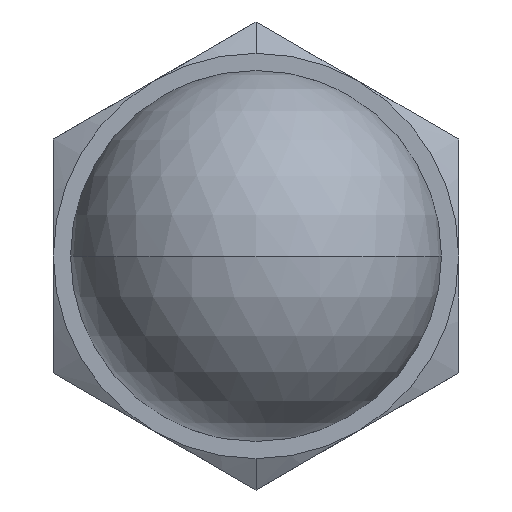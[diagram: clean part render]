
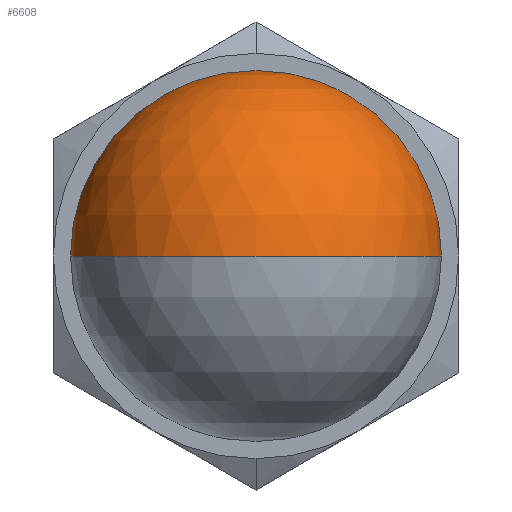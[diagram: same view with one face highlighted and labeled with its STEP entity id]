
A CAD part, front view. The second image highlights one B-rep face of the part: STEP entity #6608.
In plain terms, the highlighted spherical face has radius 5.492 mm.
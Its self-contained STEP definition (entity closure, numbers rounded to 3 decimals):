
#240=CARTESIAN_POINT('',(0.,13.589,5.492));
#241=VERTEX_POINT('',#240);
#242=CARTESIAN_POINT('',(5.492,13.589,0.));
#243=VERTEX_POINT('',#242);
#244=CARTESIAN_POINT('',(0.,13.589,0.));
#245=DIRECTION('',(0.,1.,-0.));
#246=DIRECTION('',(1.,-0.,0.));
#247=AXIS2_PLACEMENT_3D('',#244,#245,#246);
#248=CIRCLE('',#247,5.492);
#249=EDGE_CURVE('',#241,#243,#248,.T.);
#269=CARTESIAN_POINT('',(-5.492,13.589,0.));
#270=VERTEX_POINT('',#269);
#278=CARTESIAN_POINT('',(0.,13.589,0.));
#279=DIRECTION('',(-0.,-1.,0.));
#280=DIRECTION('',(-1.,0.,0.));
#281=AXIS2_PLACEMENT_3D('',#278,#279,#280);
#282=CIRCLE('',#281,5.492);
#283=EDGE_CURVE('',#241,#270,#282,.T.);
#6583=CARTESIAN_POINT('',(0.,13.589,0.));
#6584=DIRECTION('',(0.,0.,1.));
#6585=DIRECTION('',(-1.,0.,0.));
#6586=AXIS2_PLACEMENT_3D('',#6583,#6584,#6585);
#6587=SPHERICAL_SURFACE('',#6586,5.492);
#6588=ORIENTED_EDGE('',*,*,#249,.F.);
#6589=ORIENTED_EDGE('',*,*,#283,.T.);
#6590=CARTESIAN_POINT('',(0.,8.097,-0.));
#6591=VERTEX_POINT('',#6590);
#6592=CARTESIAN_POINT('',(0.,13.589,0.));
#6593=DIRECTION('',(0.,0.,-1.));
#6594=DIRECTION('',(-1.,0.,0.));
#6595=AXIS2_PLACEMENT_3D('',#6592,#6593,#6594);
#6596=CIRCLE('',#6595,5.492);
#6597=EDGE_CURVE('',#6591,#270,#6596,.T.);
#6598=ORIENTED_EDGE('',*,*,#6597,.F.);
#6599=CARTESIAN_POINT('',(0.,13.589,0.));
#6600=DIRECTION('',(-0.,0.,1.));
#6601=DIRECTION('',(1.,0.,0.));
#6602=AXIS2_PLACEMENT_3D('',#6599,#6600,#6601);
#6603=CIRCLE('',#6602,5.492);
#6604=EDGE_CURVE('',#6591,#243,#6603,.T.);
#6605=ORIENTED_EDGE('',*,*,#6604,.T.);
#6606=EDGE_LOOP('',(#6588,#6589,#6598,#6605));
#6607=FACE_BOUND('',#6606,.T.);
#6608=ADVANCED_FACE('NONE',(#6607),#6587,.T.);
